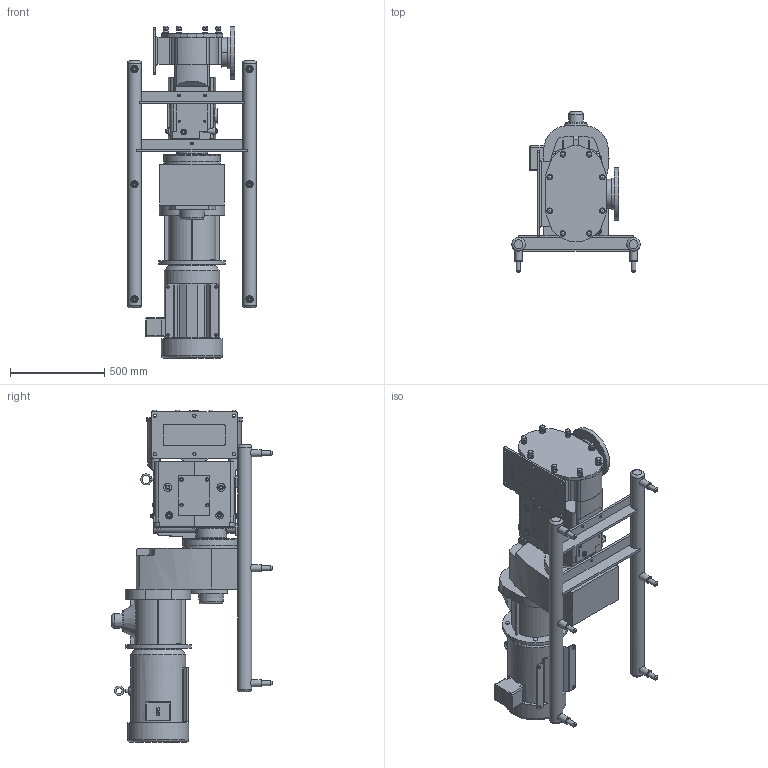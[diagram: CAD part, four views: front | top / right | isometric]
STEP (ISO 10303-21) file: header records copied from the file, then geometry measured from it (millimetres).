
FILE_DESCRIPTION(/* description */ (''),/* implementation_level */ '2;1');
FILE_NAME(/* name */ 'U3_324U3_256TC_(4.37 x 12.82)x6.0_S-Line_20HP_LH_SM.stp',/* time_stamp */ '2021-05-24T19:14:54+06:00',/* author */ ('trtmhr'),/* organization */ (''),/* preprocessor_version */ 'ST-DEVELOPER v18.1',/* originating_system */ 'Autodesk Inventor 2020',/* authorisation */ '');
FILE_SCHEMA (('AUTOMOTIVE_DESIGN { 1 0 10303 214 3 1 1 }'));
Length unit declared in the file: inch
Products named in the file (1): U3_324U3_256TC_(4.37 x 12.82)x6.0_S-Line_20HP_LH_SM
Bounding box: 682.62 x 849.16 x 1759.18 mm (x, y, z)
Volume: 179319981 mm3; surface area: 4545258.2 mm2
Topology: 4 solids, 4 shells, 1007 faces, 2726 edges, 1804 vertices
Faces by surface type: plane 525, cylinder 265, bspline 84, torus 69, cone 56, sphere 8
Full cylindrical faces by diameter (mm): 7.798 x1, 10.719 x4, 12.7 x2, 13.462 x4, 14.3 x3, 14.478 x1, 15.24 x1, 17.526 x6, 19.304 x1, 23.012 x8, 23.876 x3, 25.4 x11, 29.083 x8, 29.21 x2, 31.75 x3, 38.1 x10, 42.672 x2, 75.997 x1, 111.989 x1, 166.878 x1, 215.9 x1, 250.012 x1, 279.4 x1, 292.329 x1, 299.974 x1, 299.999 x1, 324.612 x1, 350.012 x1
Entity records: 34678 total; most frequent: CARTESIAN_POINT 9242, ORIENTED_EDGE 5410, DIRECTION 5155, EDGE_CURVE 2705, AXIS2_PLACEMENT_3D 1900, VERTEX_POINT 1804, LINE 1355, VECTOR 1355
